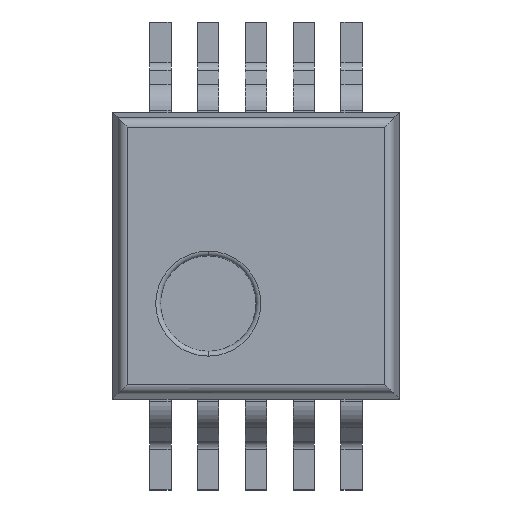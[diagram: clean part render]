
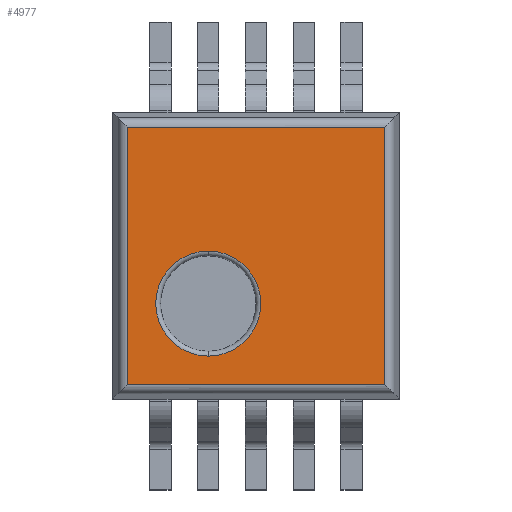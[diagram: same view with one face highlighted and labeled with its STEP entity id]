
A CAD part, top view. The second image highlights one B-rep face of the part: STEP entity #4977.
In plain terms, the highlighted planar face has unit normal (0, 0, 1).
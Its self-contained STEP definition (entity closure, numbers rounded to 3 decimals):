
#4771 = CARTESIAN_POINT ( 'NONE',  ( -0.5, -1.05, 1.1 ) ) ;
#4772 = VERTEX_POINT ( 'NONE', #4771 ) ;
#4780 = CARTESIAN_POINT ( 'NONE',  ( -0.5, 0.05, 1.1 ) ) ;
#4781 = VERTEX_POINT ( 'NONE', #4780 ) ;
#4782 = CARTESIAN_POINT ( 'NONE',  ( -0.5, -0.5, 1.1 ) ) ;
#4783 = DIRECTION ( 'NONE',  ( 0., 0., -1. ) ) ;
#4784 = DIRECTION ( 'NONE',  ( 0., 1., 0. ) ) ;
#4785 = AXIS2_PLACEMENT_3D ( 'NONE', #4782, #4783, #4784 ) ;
#4786 = CIRCLE ( 'NONE', #4785, 0.55) ;
#4787 = EDGE_CURVE ( 'NONE', #4781, #4772, #4786, .T. ) ;
#4928 = ORIENTED_EDGE ( 'NONE', *, *, #4787, .T. ) ;
#4929 = CARTESIAN_POINT ( 'NONE',  ( -0.5, -0.5, 1.1 ) ) ;
#4930 = DIRECTION ( 'NONE',  ( 0., 0., -1. ) ) ;
#4931 = DIRECTION ( 'NONE',  ( 0., 1., 0. ) ) ;
#4932 = AXIS2_PLACEMENT_3D ( 'NONE', #4929, #4930, #4931 ) ;
#4933 = CIRCLE ( 'NONE', #4932, 0.55) ;
#4934 = EDGE_CURVE ( 'NONE', #4772, #4781, #4933, .T. ) ;
#4935 = ORIENTED_EDGE ( 'NONE', *, *, #4934, .T. ) ;
#4936 = EDGE_LOOP ( 'NONE', ( #4928, #4935 ) ) ;
#4937 = FACE_BOUND ( 'NONE', #4936, .T. ) ;
#4938 = CARTESIAN_POINT ( 'NONE',  ( 1.346, -1.346, 1.1 ) ) ;
#4939 = VERTEX_POINT ( 'NONE', #4938 ) ;
#4940 = CARTESIAN_POINT ( 'NONE',  ( 1.346, 1.346, 1.1 ) ) ;
#4941 = VERTEX_POINT ( 'NONE', #4940 ) ;
#4942 = CARTESIAN_POINT ( 'NONE',  ( 1.346, 1.43, 1.1 ) ) ;
#4943 = DIRECTION ( 'NONE',  ( 0., 1., 0. ) ) ;
#4944 = VECTOR ( 'NONE', #4943, 1000. ) ;
#4945 = LINE ( 'NONE', #4942, #4944 ) ;
#4946 = EDGE_CURVE ( 'NONE', #4939, #4941, #4945, .T. ) ;
#4947 = ORIENTED_EDGE ( 'NONE', *, *, #4946, .T. ) ;
#4948 = CARTESIAN_POINT ( 'NONE',  ( -1.346, 1.346, 1.1 ) ) ;
#4949 = VERTEX_POINT ( 'NONE', #4948 ) ;
#4950 = CARTESIAN_POINT ( 'NONE',  ( -1.43, 1.346, 1.1 ) ) ;
#4951 = DIRECTION ( 'NONE',  ( -1., 0., 0. ) ) ;
#4952 = VECTOR ( 'NONE', #4951, 1000. ) ;
#4953 = LINE ( 'NONE', #4950, #4952 ) ;
#4954 = EDGE_CURVE ( 'NONE', #4941, #4949, #4953, .T. ) ;
#4955 = ORIENTED_EDGE ( 'NONE', *, *, #4954, .T. ) ;
#4956 = CARTESIAN_POINT ( 'NONE',  ( -1.346, -1.346, 1.1 ) ) ;
#4957 = VERTEX_POINT ( 'NONE', #4956 ) ;
#4958 = CARTESIAN_POINT ( 'NONE',  ( -1.346, -1.43, 1.1 ) ) ;
#4959 = DIRECTION ( 'NONE',  ( 0., -1., 0. ) ) ;
#4960 = VECTOR ( 'NONE', #4959, 1000. ) ;
#4961 = LINE ( 'NONE', #4958, #4960 ) ;
#4962 = EDGE_CURVE ( 'NONE', #4949, #4957, #4961, .T. ) ;
#4963 = ORIENTED_EDGE ( 'NONE', *, *, #4962, .T. ) ;
#4964 = CARTESIAN_POINT ( 'NONE',  ( 1.43, -1.346, 1.1 ) ) ;
#4965 = DIRECTION ( 'NONE',  ( 1., 0., 0. ) ) ;
#4966 = VECTOR ( 'NONE', #4965, 1000. ) ;
#4967 = LINE ( 'NONE', #4964, #4966 ) ;
#4968 = EDGE_CURVE ( 'NONE', #4957, #4939, #4967, .T. ) ;
#4969 = ORIENTED_EDGE ( 'NONE', *, *, #4968, .T. ) ;
#4970 = EDGE_LOOP ( 'NONE', ( #4947, #4955, #4963, #4969 ) ) ;
#4971 = FACE_OUTER_BOUND ( 'NONE', #4970, .T. ) ;
#4972 = CARTESIAN_POINT ( 'NONE',  ( 0., 0., 1.1 ) ) ;
#4973 = DIRECTION ( 'NONE',  ( 0., 0., -1. ) ) ;
#4974 = DIRECTION ( 'NONE',  ( 0., 1., 0. ) ) ;
#4975 = AXIS2_PLACEMENT_3D ( 'NONE', #4972, #4973, #4974 ) ;
#4976 = PLANE ( 'NONE', #4975 ) ;
#4977 = ADVANCED_FACE ( 'NONE', ( #4937, #4971 ), #4976, .F. ) ;
